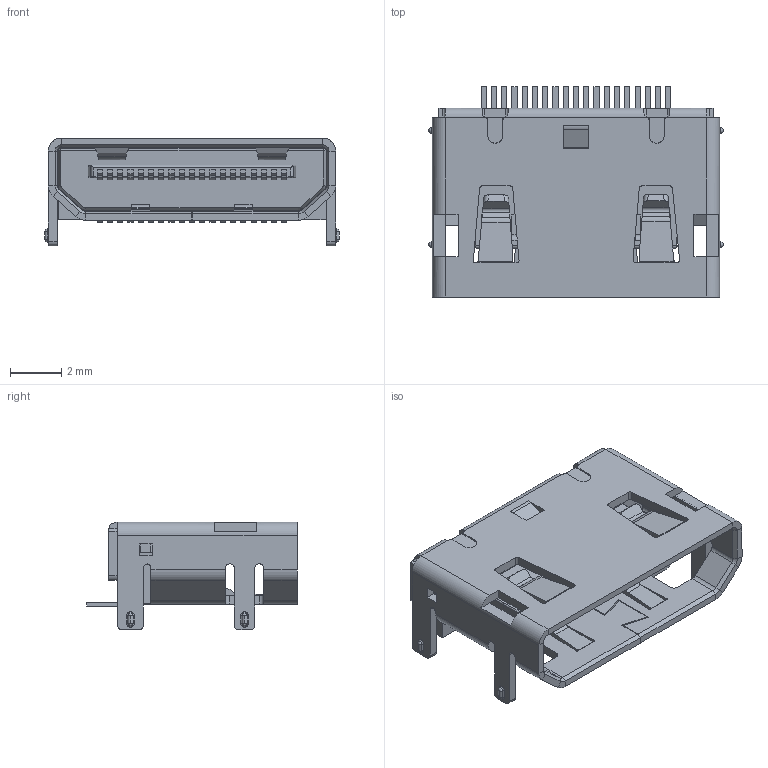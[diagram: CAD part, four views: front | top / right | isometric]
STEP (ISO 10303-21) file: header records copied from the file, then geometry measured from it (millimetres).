
FILE_DESCRIPTION((''),'2;1');
FILE_NAME('MHDMR-19-02-H-TH-L-TR.stp','2010-10-19T11:46:54',(''),(''),'Mechanical Desktop 2010','Mechanical Desktop 2010',', , ');
FILE_SCHEMA(('AUTOMOTIVE_DESIGN { 1 2 10303 214 1 1 1 1 }'));
Length unit declared in the file: millimetre
Products named in the file (1): Product
Bounding box: 11.48 x 8.2 x 4.2 mm (x, y, z)
Volume: 129.5 mm3; surface area: 688.8 mm2
Topology: 40 solids, 40 shells, 1174 faces, 3313 edges, 2321 vertices
Faces by surface type: plane 780, cylinder 336, bspline 25, torus 20, cone 13
Entity records: 39099 total; most frequent: CARTESIAN_POINT 8499, ORIENTED_EDGE 6370, DIRECTION 6173, EDGE_CURVE 3185, VECTOR 2513, LINE 2513, VERTEX_POINT 2072, AXIS2_PLACEMENT_3D 1830
